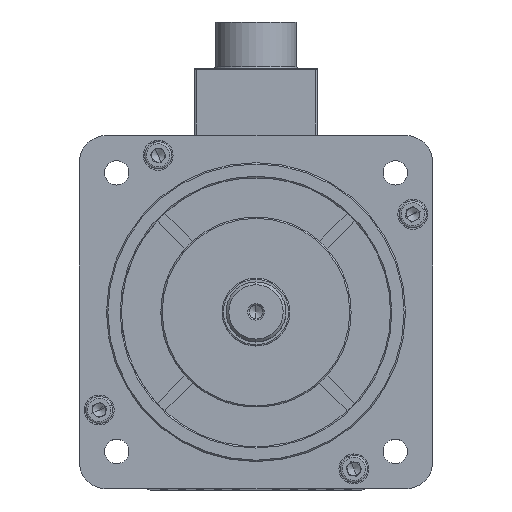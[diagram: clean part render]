
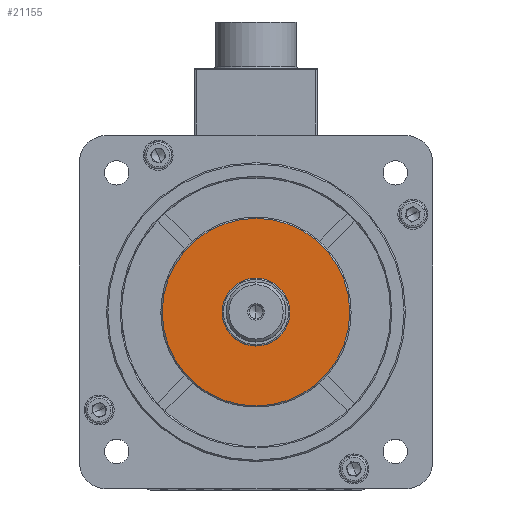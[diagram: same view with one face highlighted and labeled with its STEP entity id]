
A CAD part, top view. The second image highlights one B-rep face of the part: STEP entity #21155.
In plain terms, the highlighted planar face has unit normal (0, 0, 1).
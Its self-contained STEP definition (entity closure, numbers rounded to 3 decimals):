
#1465 = FACE_OUTER_BOUND ( 'NONE', #27772, .T. ) ;
#7311 = VERTEX_POINT ( 'NONE', #36991 ) ;
#13300 = CARTESIAN_POINT ( 'NONE',  ( 201.359, 86.541, 113.207 ) ) ;
#18514 = AXIS2_PLACEMENT_3D ( 'NONE', #18715, #36603, #19174 ) ;
#18715 = CARTESIAN_POINT ( 'NONE',  ( 201.359, 86.541, 113.207 ) ) ;
#19174 = DIRECTION ( 'NONE',  ( 1., 0., 0. ) ) ;
#19355 = VERTEX_POINT ( 'NONE', #44492 ) ;
#21155 = ADVANCED_FACE ( 'NONE', ( #1465 ), #22612, .T. ) ;
#21493 = CIRCLE ( 'NONE', #28064, 34.5 ) ;
#22612 = PLANE ( 'NONE',  #18514 ) ;
#23893 = DIRECTION ( 'NONE',  ( 0., 0., 1. ) ) ;
#26166 = ORIENTED_EDGE ( 'NONE', *, *, #27917, .T. ) ;
#27337 = DIRECTION ( 'NONE',  ( 1., 0., 0. ) ) ;
#27772 = EDGE_LOOP ( 'NONE', ( #28202, #26166 ) ) ;
#27917 = EDGE_CURVE ( 'NONE', #7311, #19355, #45458, .T. ) ;
#28064 = AXIS2_PLACEMENT_3D ( 'NONE', #34165, #41291, #37623 ) ;
#28202 = ORIENTED_EDGE ( 'NONE', *, *, #32452, .T. ) ;
#32452 = EDGE_CURVE ( 'NONE', #19355, #7311, #21493, .T. ) ;
#34165 = CARTESIAN_POINT ( 'NONE',  ( 201.359, 86.541, 113.207 ) ) ;
#36603 = DIRECTION ( 'NONE',  ( 0., 0., 1. ) ) ;
#36679 = AXIS2_PLACEMENT_3D ( 'NONE', #13300, #23893, #27337 ) ;
#36991 = CARTESIAN_POINT ( 'NONE',  ( 235.859, 86.541, 113.207 ) ) ;
#37623 = DIRECTION ( 'NONE',  ( 1., 0., 0. ) ) ;
#41291 = DIRECTION ( 'NONE',  ( 0., 0., 1. ) ) ;
#44492 = CARTESIAN_POINT ( 'NONE',  ( 166.859, 86.541, 113.207 ) ) ;
#45458 = CIRCLE ( 'NONE', #36679, 34.5 ) ;
